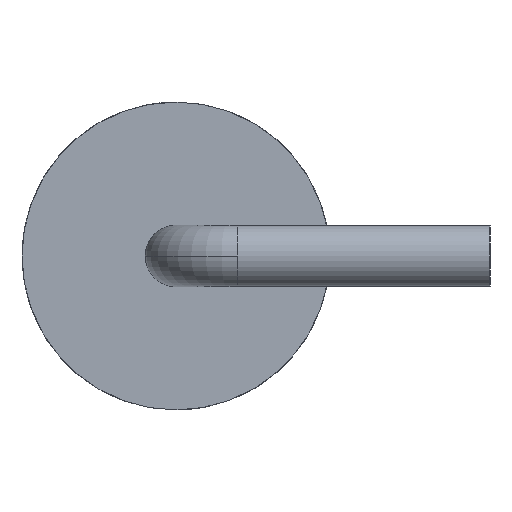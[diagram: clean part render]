
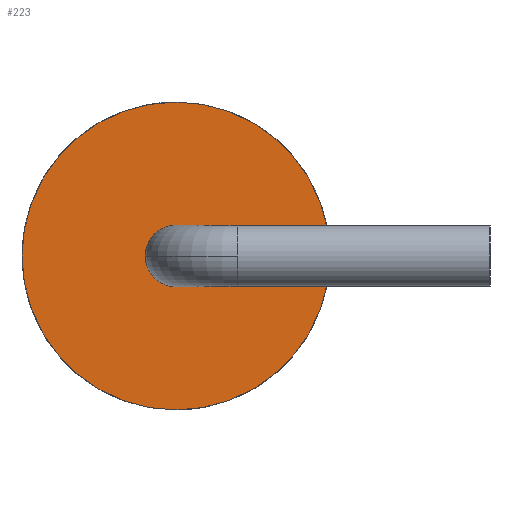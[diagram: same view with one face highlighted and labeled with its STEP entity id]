
A CAD part, left-side view. The second image highlights one B-rep face of the part: STEP entity #223.
In plain terms, the highlighted planar face has unit normal (-1, 0, 0).
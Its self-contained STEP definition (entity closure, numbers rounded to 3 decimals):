
#7 = DIRECTION ( 'NONE',  ( 0., 0., -1. ) ) ;
#8 = EDGE_CURVE ( 'NONE', #71, #808, #321, .T. ) ;
#17 = ORIENTED_EDGE ( 'NONE', *, *, #653, .F. ) ;
#19 = CIRCLE ( 'NONE', #717, 0.5 ) ;
#65 = AXIS2_PLACEMENT_3D ( 'NONE', #880, #77, #561 ) ;
#71 = VERTEX_POINT ( 'NONE', #286 ) ;
#77 = DIRECTION ( 'NONE',  ( 1., 0., 0. ) ) ;
#110 = CARTESIAN_POINT ( 'NONE',  ( -4.5, 0., 0.5 ) ) ;
#151 = DIRECTION ( 'NONE',  ( 0., 0., -1. ) ) ;
#165 = AXIS2_PLACEMENT_3D ( 'NONE', #569, #733, #969 ) ;
#189 = CARTESIAN_POINT ( 'NONE',  ( -4.5, 0., 2.5 ) ) ;
#207 = CARTESIAN_POINT ( 'NONE',  ( -4.5, 0., 0. ) ) ;
#223 = ADVANCED_FACE ( 'NONE', ( #806, #905 ), #633, .F. ) ;
#241 = AXIS2_PLACEMENT_3D ( 'NONE', #207, #284, #539 ) ;
#243 = EDGE_LOOP ( 'NONE', ( #924, #364 ) ) ;
#284 = DIRECTION ( 'NONE',  ( 1., 0., 0. ) ) ;
#286 = CARTESIAN_POINT ( 'NONE',  ( -4.5, 0., -2.5 ) ) ;
#321 = CIRCLE ( 'NONE', #241, 2.5 ) ;
#337 = EDGE_CURVE ( 'NONE', #782, #351, #416, .T. ) ;
#351 = VERTEX_POINT ( 'NONE', #110 ) ;
#364 = ORIENTED_EDGE ( 'NONE', *, *, #337, .F. ) ;
#416 = CIRCLE ( 'NONE', #568, 0.5 ) ;
#427 = DIRECTION ( 'NONE',  ( -1., 0., 0. ) ) ;
#488 = ORIENTED_EDGE ( 'NONE', *, *, #8, .F. ) ;
#539 = DIRECTION ( 'NONE',  ( 0., 0., -1. ) ) ;
#561 = DIRECTION ( 'NONE',  ( 0., 0., -1. ) ) ;
#568 = AXIS2_PLACEMENT_3D ( 'NONE', #601, #427, #7 ) ;
#569 = CARTESIAN_POINT ( 'NONE',  ( -4.5, 0., 0. ) ) ;
#587 = CARTESIAN_POINT ( 'NONE',  ( -4.5, 0., -0.5 ) ) ;
#601 = CARTESIAN_POINT ( 'NONE',  ( -4.5, 0., 0. ) ) ;
#633 = PLANE ( 'NONE',  #65 ) ;
#653 = EDGE_CURVE ( 'NONE', #808, #71, #975, .T. ) ;
#713 = CARTESIAN_POINT ( 'NONE',  ( -4.5, 0., 0. ) ) ;
#717 = AXIS2_PLACEMENT_3D ( 'NONE', #713, #954, #151 ) ;
#733 = DIRECTION ( 'NONE',  ( 1., 0., 0. ) ) ;
#782 = VERTEX_POINT ( 'NONE', #587 ) ;
#806 = FACE_BOUND ( 'NONE', #243, .T. ) ;
#808 = VERTEX_POINT ( 'NONE', #189 ) ;
#880 = CARTESIAN_POINT ( 'NONE',  ( -4.5, 0., 0. ) ) ;
#905 = FACE_OUTER_BOUND ( 'NONE', #1058, .T. ) ;
#924 = ORIENTED_EDGE ( 'NONE', *, *, #1051, .F. ) ;
#954 = DIRECTION ( 'NONE',  ( -1., 0., 0. ) ) ;
#969 = DIRECTION ( 'NONE',  ( 0., 0., -1. ) ) ;
#975 = CIRCLE ( 'NONE', #165, 2.5 ) ;
#1051 = EDGE_CURVE ( 'NONE', #351, #782, #19, .T. ) ;
#1058 = EDGE_LOOP ( 'NONE', ( #488, #17 ) ) ;
